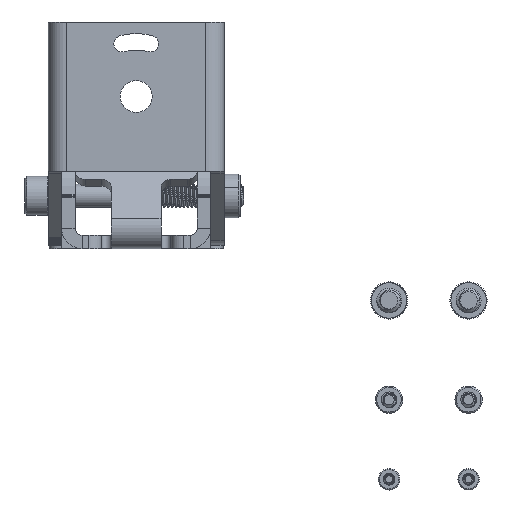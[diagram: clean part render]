
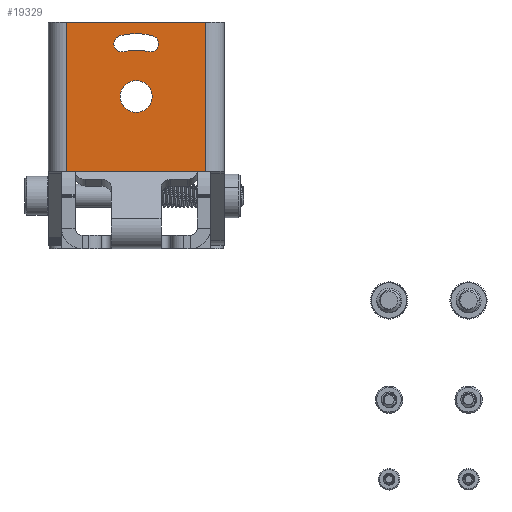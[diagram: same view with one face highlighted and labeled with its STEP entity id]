
A CAD part, front view. The second image highlights one B-rep face of the part: STEP entity #19329.
In plain terms, the highlighted planar face has unit normal (0, -1, 0).
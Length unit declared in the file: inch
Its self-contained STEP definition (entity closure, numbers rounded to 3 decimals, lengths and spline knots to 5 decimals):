
#731 = VERTEX_POINT ( 'NONE', #17017 ) ;
#1043 = CARTESIAN_POINT ( 'NONE',  ( 0., 0., 0. ) ) ;
#1327 = AXIS2_PLACEMENT_3D ( 'NONE', #3441, #14602, #25801 ) ;
#1753 = VERTEX_POINT ( 'NONE', #9396 ) ;
#2138 = DIRECTION ( 'NONE',  ( 0., 0., 1. ) ) ;
#2307 = DIRECTION ( 'NONE',  ( 0., -1., 0. ) ) ;
#2638 = EDGE_CURVE ( 'NONE', #34505, #22696, #26783, .T. ) ;
#2897 = VERTEX_POINT ( 'NONE', #33982 ) ;
#3441 = CARTESIAN_POINT ( 'NONE',  ( 0., 0., 0. ) ) ;
#3773 = EDGE_LOOP ( 'NONE', ( #15495, #26201, #23091, #29550, #29000, #20196 ) ) ;
#3781 = DIRECTION ( 'NONE',  ( 0., 0., 1. ) ) ;
#3786 = ORIENTED_EDGE ( 'NONE', *, *, #10623, .T. ) ;
#3810 = CARTESIAN_POINT ( 'NONE',  ( -0.7, 0., -0.75 ) ) ;
#4327 = DIRECTION ( 'NONE',  ( 0., -1., 0. ) ) ;
#4618 = VERTEX_POINT ( 'NONE', #17055 ) ;
#4670 = AXIS2_PLACEMENT_3D ( 'NONE', #29425, #15841, #20808 ) ;
#4852 = DIRECTION ( 'NONE',  ( 0., 0., 1. ) ) ;
#5149 = CARTESIAN_POINT ( 'NONE',  ( 0., 0., 0.1615 ) ) ;
#5754 = EDGE_LOOP ( 'NONE', ( #26383, #8798, #7441, #29724 ) ) ;
#6028 = EDGE_CURVE ( 'NONE', #4618, #1753, #20514, .T. ) ;
#6244 = CARTESIAN_POINT ( 'NONE',  ( -0.75, 0., -0.75 ) ) ;
#6721 = LINE ( 'NONE', #34407, #19945 ) ;
#7441 = ORIENTED_EDGE ( 'NONE', *, *, #32965, .T. ) ;
#7620 = DIRECTION ( 'NONE',  ( 0., 0., 1. ) ) ;
#7815 = DIRECTION ( 'NONE',  ( 0., -1., 0. ) ) ;
#8779 = LINE ( 'NONE', #33541, #13816 ) ;
#8798 = ORIENTED_EDGE ( 'NONE', *, *, #33582, .F. ) ;
#8885 = CIRCLE ( 'NONE', #29368, 0.4675 ) ;
#9142 = VERTEX_POINT ( 'NONE', #17262 ) ;
#9396 = CARTESIAN_POINT ( 'NONE',  ( 0.7, 0., 0.75 ) ) ;
#9469 = DIRECTION ( 'NONE',  ( 0., 1., 0. ) ) ;
#9474 = VERTEX_POINT ( 'NONE', #21459 ) ;
#9845 = VERTEX_POINT ( 'NONE', #5149 ) ;
#10239 = EDGE_CURVE ( 'NONE', #4618, #26789, #31332, .T. ) ;
#10402 = AXIS2_PLACEMENT_3D ( 'NONE', #17880, #4327, #3781 ) ;
#10580 = CARTESIAN_POINT ( 'NONE',  ( 0., 0., 0. ) ) ;
#10623 = EDGE_CURVE ( 'NONE', #9845, #19907, #23487, .T. ) ;
#12978 = CIRCLE ( 'NONE', #33475, 0.0825 ) ;
#13816 = VECTOR ( 'NONE', #28026, 39.37008 ) ;
#13870 = ORIENTED_EDGE ( 'NONE', *, *, #18230, .T. ) ;
#14108 = EDGE_CURVE ( 'NONE', #22696, #9142, #8885, .T. ) ;
#14198 = EDGE_CURVE ( 'NONE', #731, #2897, #12978, .T. ) ;
#14602 = DIRECTION ( 'NONE',  ( 0., 1., 0. ) ) ;
#15295 = FACE_BOUND ( 'NONE', #3773, .T. ) ;
#15495 = ORIENTED_EDGE ( 'NONE', *, *, #14108, .F. ) ;
#15841 = DIRECTION ( 'NONE',  ( 0., 1., 0. ) ) ;
#16354 = CIRCLE ( 'NONE', #36281, 0.4675 ) ;
#16675 = VERTEX_POINT ( 'NONE', #35026 ) ;
#17017 = CARTESIAN_POINT ( 'NONE',  ( 0.121, 0., 0.45157 ) ) ;
#17055 = CARTESIAN_POINT ( 'NONE',  ( 0.7, 0., -0.75 ) ) ;
#17124 = CIRCLE ( 'NONE', #1327, 0.1615 ) ;
#17262 = CARTESIAN_POINT ( 'NONE',  ( 0., 0., 0.4675 ) ) ;
#17406 = DIRECTION ( 'NONE',  ( -1., 0., 0. ) ) ;
#17435 = CARTESIAN_POINT ( 'NONE',  ( -0.121, 0., 0.45157 ) ) ;
#17511 = CIRCLE ( 'NONE', #31568, 0.6325 ) ;
#17880 = CARTESIAN_POINT ( 'NONE',  ( -0.14235, 0., 0.53126 ) ) ;
#17888 = DIRECTION ( 'NONE',  ( 1., 0., 0. ) ) ;
#18223 = FACE_BOUND ( 'NONE', #33473, .T. ) ;
#18230 = EDGE_CURVE ( 'NONE', #19907, #9845, #17124, .T. ) ;
#18988 = DIRECTION ( 'NONE',  ( 0., 0., 1. ) ) ;
#19011 = DIRECTION ( 'NONE',  ( 0., 0., 1. ) ) ;
#19023 = VECTOR ( 'NONE', #20891, 39.37008 ) ;
#19319 = EDGE_CURVE ( 'NONE', #9142, #731, #16354, .T. ) ;
#19329 = ADVANCED_FACE ( 'NONE', ( #15295, #18223, #26496 ), #29611, .F. ) ;
#19907 = VERTEX_POINT ( 'NONE', #24961 ) ;
#19945 = VECTOR ( 'NONE', #17888, 39.37008 ) ;
#20196 = ORIENTED_EDGE ( 'NONE', *, *, #19319, .F. ) ;
#20514 = LINE ( 'NONE', #31709, #19023 ) ;
#20732 = CIRCLE ( 'NONE', #35430, 0.6325 ) ;
#20808 = DIRECTION ( 'NONE',  ( 0., 0., 1. ) ) ;
#20891 = DIRECTION ( 'NONE',  ( 0., 0., 1. ) ) ;
#21459 = CARTESIAN_POINT ( 'NONE',  ( 0., 0., 0.6325 ) ) ;
#21550 = CARTESIAN_POINT ( 'NONE',  ( 0., 0., 0. ) ) ;
#21643 = EDGE_CURVE ( 'NONE', #2897, #9474, #17511, .T. ) ;
#21725 = AXIS2_PLACEMENT_3D ( 'NONE', #1043, #9469, #31642 ) ;
#21915 = CARTESIAN_POINT ( 'NONE',  ( 0.14235, 0., 0.53126 ) ) ;
#22696 = VERTEX_POINT ( 'NONE', #17435 ) ;
#22857 = VECTOR ( 'NONE', #17406, 39.37008 ) ;
#23091 = ORIENTED_EDGE ( 'NONE', *, *, #30311, .F. ) ;
#23487 = CIRCLE ( 'NONE', #21725, 0.1615 ) ;
#23924 = DIRECTION ( 'NONE',  ( 0., 1., 0. ) ) ;
#24489 = DIRECTION ( 'NONE',  ( 0., 1., 0. ) ) ;
#24961 = CARTESIAN_POINT ( 'NONE',  ( 0., 0., -0.1615 ) ) ;
#25801 = DIRECTION ( 'NONE',  ( 0., 0., 1. ) ) ;
#26201 = ORIENTED_EDGE ( 'NONE', *, *, #2638, .F. ) ;
#26383 = ORIENTED_EDGE ( 'NONE', *, *, #6028, .T. ) ;
#26496 = FACE_OUTER_BOUND ( 'NONE', #5754, .T. ) ;
#26783 = CIRCLE ( 'NONE', #10402, 0.0825 ) ;
#26789 = VERTEX_POINT ( 'NONE', #3810 ) ;
#26833 = CARTESIAN_POINT ( 'NONE',  ( -0.1637, 0., 0.61095 ) ) ;
#27220 = CARTESIAN_POINT ( 'NONE',  ( 0., 0., 0. ) ) ;
#28026 = DIRECTION ( 'NONE',  ( 0., 0., -1. ) ) ;
#29000 = ORIENTED_EDGE ( 'NONE', *, *, #14198, .F. ) ;
#29368 = AXIS2_PLACEMENT_3D ( 'NONE', #30176, #24489, #7620 ) ;
#29425 = CARTESIAN_POINT ( 'NONE',  ( 0., 0., 0. ) ) ;
#29550 = ORIENTED_EDGE ( 'NONE', *, *, #21643, .F. ) ;
#29611 = PLANE ( 'NONE',  #4670 ) ;
#29724 = ORIENTED_EDGE ( 'NONE', *, *, #10239, .F. ) ;
#30176 = CARTESIAN_POINT ( 'NONE',  ( 0., 0., 0. ) ) ;
#30311 = EDGE_CURVE ( 'NONE', #9474, #34505, #20732, .T. ) ;
#31332 = LINE ( 'NONE', #6244, #22857 ) ;
#31568 = AXIS2_PLACEMENT_3D ( 'NONE', #10580, #35894, #19011 ) ;
#31642 = DIRECTION ( 'NONE',  ( 0., 0., 1. ) ) ;
#31709 = CARTESIAN_POINT ( 'NONE',  ( 0.7, 0., -0.75 ) ) ;
#32965 = EDGE_CURVE ( 'NONE', #16675, #26789, #8779, .T. ) ;
#33473 = EDGE_LOOP ( 'NONE', ( #3786, #13870 ) ) ;
#33475 = AXIS2_PLACEMENT_3D ( 'NONE', #21915, #7815, #18988 ) ;
#33541 = CARTESIAN_POINT ( 'NONE',  ( -0.7, 0., 0.75 ) ) ;
#33582 = EDGE_CURVE ( 'NONE', #16675, #1753, #6721, .T. ) ;
#33982 = CARTESIAN_POINT ( 'NONE',  ( 0.1637, 0., 0.61095 ) ) ;
#34407 = CARTESIAN_POINT ( 'NONE',  ( -0.75, 0., 0.75 ) ) ;
#34505 = VERTEX_POINT ( 'NONE', #26833 ) ;
#35026 = CARTESIAN_POINT ( 'NONE',  ( -0.7, 0., 0.75 ) ) ;
#35430 = AXIS2_PLACEMENT_3D ( 'NONE', #21550, #2307, #2138 ) ;
#35894 = DIRECTION ( 'NONE',  ( 0., -1., 0. ) ) ;
#36281 = AXIS2_PLACEMENT_3D ( 'NONE', #27220, #23924, #4852 ) ;
